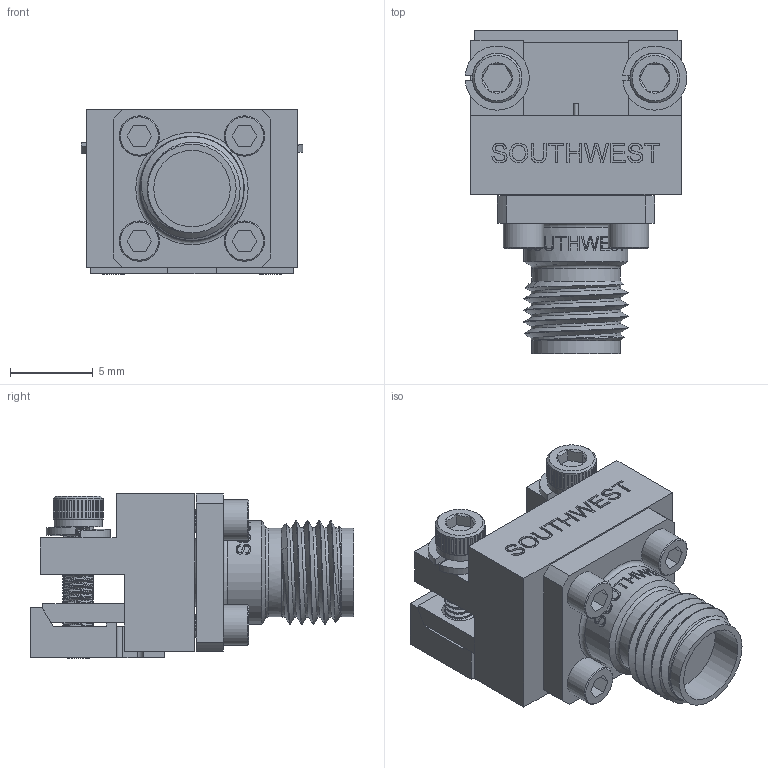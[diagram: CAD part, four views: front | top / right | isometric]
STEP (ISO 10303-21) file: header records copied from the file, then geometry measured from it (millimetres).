
FILE_DESCRIPTION( ( 'Unknown' ), '1' );
FILE_NAME( '292-04A-6.stp', 'Unknown', ( 'Unknown' ), ( 'Unknown' ), 'PSStep 14.0', 'Unknown', ' ' );
FILE_SCHEMA( ( 'AUTOMOTIVE_DESIGN { 1 0 10303 214 1 1 1 1 }' ) );
Length unit declared in the file: millimetre
Products named in the file (10): Assem1; 84Y59733-01A RevE; 89Y58078 BOTTOM CONTACT PLATE RevE; 89Y58079 RevC1; SMA .375SQ 4H .067H; 89B57286 LOCK WASHER RevA2; 89X59982 SHCS 1-72 X .3125L Rev A1; 89B57171 SHCS 0-80 X .188L Rev C2; 88B51492-02A RevC1; 87B51490-02E
Assembly tree (14 placements, depth 2):
  Assem1
    84Y59733-01A RevE
    89Y58078 BOTTOM CONTACT PLATE RevE
    89Y58079 RevC1
    SMA .375SQ 4H .067H
    89B57286 LOCK WASHER RevA2  x2
    89X59982 SHCS 1-72 X .3125L Rev A1  x2
    89B57171 SHCS 0-80 X .188L Rev C2  x4
    88B51492-02A RevC1
    87B51490-02E
Bounding box: 13.39 x 19.55 x 9.94 mm (x, y, z)
Volume: 1167.9 mm3; surface area: 2098.8 mm2
Topology: 14 solids, 14 shells, 766 faces, 1842 edges, 1217 vertices
Faces by surface type: plane 401, cylinder 252, bspline 52, cone 42, extrusion 13, torus 5, sphere 1
Full cylindrical faces by diameter (mm): 0.265 x1, 0.502 x1, 0.519 x1, 1.181 x4, 1.473 x2, 1.524 x56, 1.628 x1, 1.632 x1, 1.702 x4, 1.854 x42, 2.045 x2, 2.223 x2, 2.438 x4, 2.921 x2, 2.997 x2, 4.229 x1, 4.623 x1, 5.347 x2, 6.287 x1
Entity records: 30083 total; most frequent: CARTESIAN_POINT 16481, ORIENTED_EDGE 1994, DIRECTION 1863, EDGE_CURVE 997, AXIS2_PLACEMENT_3D 705, VERTEX_POINT 689, EDGE_LOOP 610, FACE_OUTER_BOUND 489
